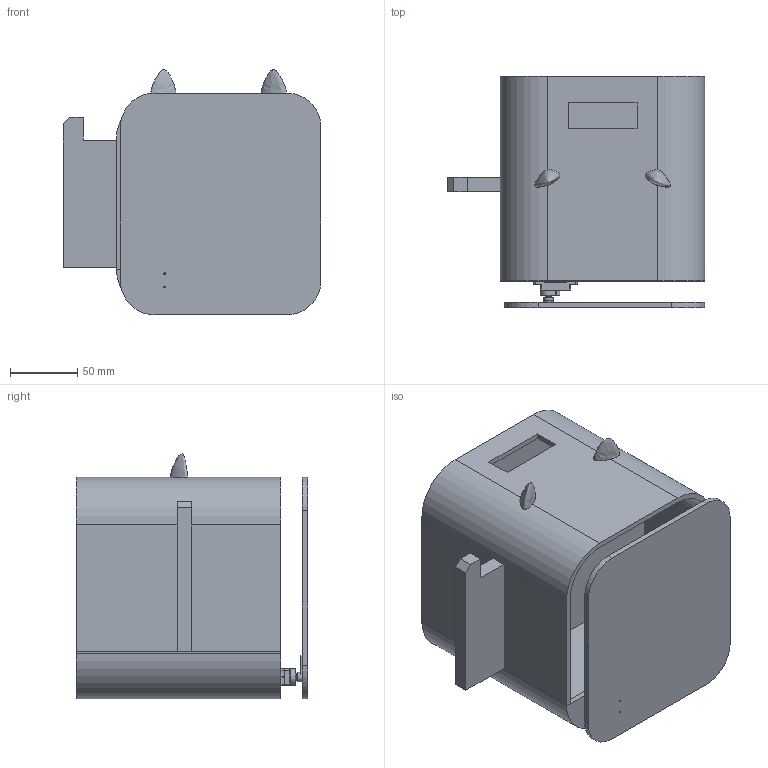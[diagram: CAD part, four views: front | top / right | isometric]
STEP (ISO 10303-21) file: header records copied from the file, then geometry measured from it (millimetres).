
FILE_DESCRIPTION(/* description */ ('STEP AP242','CAx-IF Rec.Pracs.---Representation and Presentation of Product Manufacturing Information (PMI)---4.0---2014-10-13','CAx-IF Rec.Pracs.---3D Tessellated Geometry---0.4---2014-09-14','2;1'),/* implementation_level */ '2;1');
FILE_NAME(/* name */ '6874c176f04d7d3e47bdf746',/* time_stamp */ '2025-07-14T08:36:07Z',/* author */ (''),/* organization */ (''),/* preprocessor_version */ 'ST-DEVELOPER v20',/* originating_system */ 'ONSHAPE BY PTC INC, 1.200',/* authorisation */ ' ');
FILE_SCHEMA (('AP242_MANAGED_MODEL_BASED_3D_ENGINEERING_MIM_LF { 1 0 10303 442 1 1 4 }'));
Length unit declared in the file: metre
Products named in the file (23): Assembly 1; Component1; Part 2; Part 1; SG90 - Micro Servo 9g - Tower Pro.1_Pe�a; SG90 - Micro Servo 9g - Tower Pro.2_Pe�a; SG90 - Micro Servo 9g - Tower Pro.6_BS EN ISO 7045 - M2 x 4 - Z - 4S; SG90 - Micro Servo 9g - Tower Pro.5_BS EN ISO 7045 - M2 x 8 - Z - 8S
Assembly tree (22 placements, depth 2):
  Assembly 1
    Component1
    Part 2
    Component1
    Part 1
    SG90 - Micro Servo 9g - Tower Pro.1_Pe�a
    SG90 - Micro Servo 9g - Tower Pro.1_Pe�a
    SG90 - Micro Servo 9g - Tower Pro.1_Pe�a
    SG90 - Micro Servo 9g - Tower Pro.1_Pe�a
    SG90 - Micro Servo 9g - Tower Pro.1_Pe�a
    SG90 - Micro Servo 9g - Tower Pro.2_Pe�a
    SG90 - Micro Servo 9g - Tower Pro.1_Pe�a
    SG90 - Micro Servo 9g - Tower Pro.1_Pe�a
    Part 1
    SG90 - Micro Servo 9g - Tower Pro.1_Pe�a
    SG90 - Micro Servo 9g - Tower Pro.1_Pe�a
    SG90 - Micro Servo 9g - Tower Pro.1_Pe�a
    SG90 - Micro Servo 9g - Tower Pro.1_Pe�a
    SG90 - Micro Servo 9g - Tower Pro.6_BS EN ISO 7045 - M2 x 4 - Z - 4S
    Part 1
    SG90 - Micro Servo 9g - Tower Pro.5_BS EN ISO 7045 - M2 x 8 - Z - 8S
    SG90 - Micro Servo 9g - Tower Pro.1_Pe�a
    SG90 - Micro Servo 9g - Tower Pro.1_Pe�a
Bounding box: 192 x 172.35 x 182.88 mm (x, y, z)
Volume: 738623.4 mm3; surface area: 326118.9 mm2
Topology: 22 solids, 22 shells, 932 faces, 2451 edges, 1586 vertices
Faces by surface type: plane 564, cylinder 244, cone 65, torus 30, bspline 25, sphere 4
Full cylindrical faces by diameter (mm): 0.2 x1, 0.5 x1, 1 x3, 1.2 x6, 1.3 x2, 1.6 x2, 1.8 x4, 2 x28, 2.1 x1, 2.3 x2, 3.1 x1, 4.6 x1, 4.8 x1, 5 x1, 6.9 x1
Entity records: 30594 total; most frequent: CARTESIAN_POINT 6725, DIRECTION 4845, ORIENTED_EDGE 4620, EDGE_CURVE 2310, AXIS2_PLACEMENT_3D 1691, VERTEX_POINT 1565, LINE 1463, VECTOR 1463
